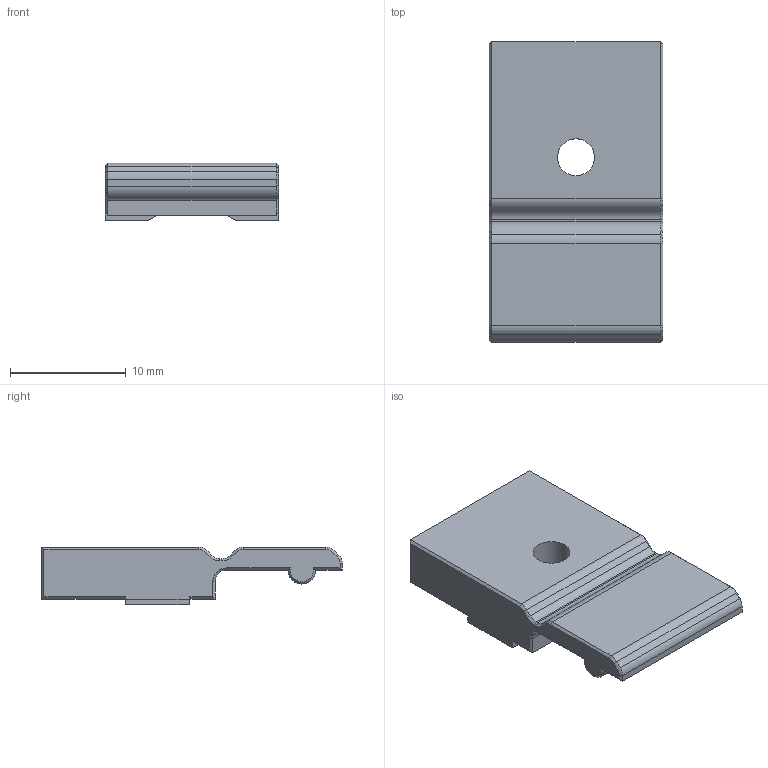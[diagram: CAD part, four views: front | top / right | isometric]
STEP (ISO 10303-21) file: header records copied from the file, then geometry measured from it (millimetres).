
FILE_DESCRIPTION(('FreeCAD Model'),'2;1');
FILE_NAME('Open CASCADE Shape Model','2025-09-13T17:02:00',(''),(''), 'Open CASCADE STEP processor 7.8','FreeCAD','Unknown');
FILE_SCHEMA(('AUTOMOTIVE_DESIGN { 1 0 10303 214 1 1 1 1 }'));
Length unit declared in the file: millimetre
Products named in the file (1): bucket_clamp_x2
Bounding box: 15 x 26 x 5 mm (x, y, z)
Volume: 1325.4 mm3; surface area: 1138.7 mm2
Topology: 1 solids, 1 shells, 80 faces, 188 edges, 110 vertices
Faces by surface type: plane 55, cone 16, cylinder 9
Full cylindrical faces by diameter (mm): 3.2 x1
Entity records: 4740 total; most frequent: CARTESIAN_POINT 847, DIRECTION 748, LINE 500, VECTOR 500, ORIENTED_EDGE 376, PCURVE 376, DEFINITIONAL_REPRESENTATION 376, EDGE_CURVE 188
